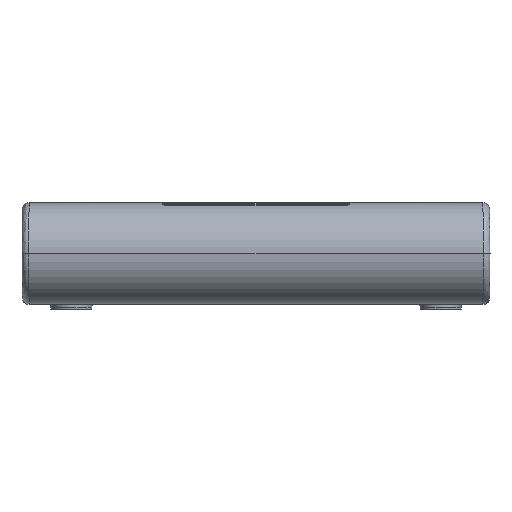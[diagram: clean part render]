
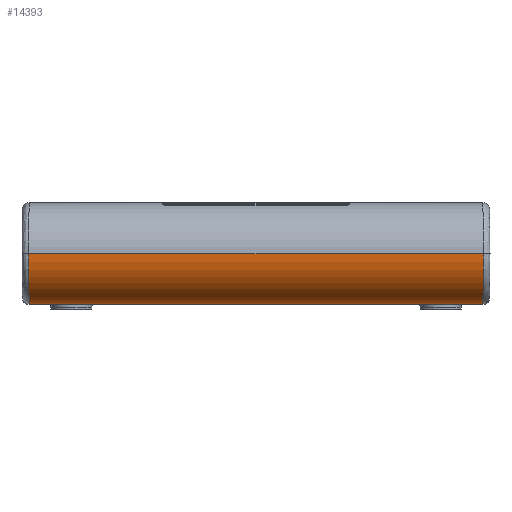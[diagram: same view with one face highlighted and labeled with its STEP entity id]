
A CAD part, front view. The second image highlights one B-rep face of the part: STEP entity #14393.
In plain terms, the highlighted cylindrical face has radius 15.2 mm (diameter 30.4 mm), a partial arc.
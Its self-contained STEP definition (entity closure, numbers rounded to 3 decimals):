
#53=DIRECTION('',(-1.,0.,0.));
#54=VECTOR('',#53,136.);
#55=CARTESIAN_POINT('',(68.,-64.2,-1.9));
#56=LINE('',#55,#54);
#5316=CARTESIAN_POINT('',(68.,-64.2,
-1.9));
#5341=CARTESIAN_POINT('',(68.,-64.2,
-1.9));
#5342=CARTESIAN_POINT('',(67.993,-64.2,
-2.848));
#5343=CARTESIAN_POINT('',(67.978,-64.021,
-4.753));
#5344=CARTESIAN_POINT('',(67.957,-63.219,
-7.529));
#5345=CARTESIAN_POINT('',(67.937,-61.878,
-10.15));
#5346=CARTESIAN_POINT('',(67.92,-60.096,
-12.412));
#5347=CARTESIAN_POINT('',(67.907,-58.093,
-14.168));
#5348=CARTESIAN_POINT('',(67.897,-56.032,
-15.441));
#5349=CARTESIAN_POINT('',(67.891,-54.022,
-16.296));
#5350=CARTESIAN_POINT('',(67.887,-52.143,
-16.809));
#5351=CARTESIAN_POINT('',(67.885,-50.447,
-17.059));
#5352=CARTESIAN_POINT('',(67.885,-49.457,
-17.1));
#5353=CARTESIAN_POINT('',(67.885,-49.,
-17.1));
#5355=DIRECTION('',(-1.,0.,0.));
#5356=VECTOR('',#5355,135.769);
#5357=CARTESIAN_POINT('',(67.885,-49.,
-17.1));
#5358=LINE('',#5357,#5356);
#5359=CARTESIAN_POINT('',(-68.,-64.2,
-1.9));
#5370=CARTESIAN_POINT('',(-68.,-64.2,
-1.9));
#5371=CARTESIAN_POINT('',(-67.993,-64.2,
-2.848));
#5372=CARTESIAN_POINT('',(-67.978,-64.021,
-4.753));
#5373=CARTESIAN_POINT('',(-67.957,-63.219,
-7.529));
#5374=CARTESIAN_POINT('',(-67.937,-61.878,
-10.15));
#5375=CARTESIAN_POINT('',(-67.92,-60.096,
-12.412));
#5376=CARTESIAN_POINT('',(-67.907,-58.093,
-14.168));
#5377=CARTESIAN_POINT('',(-67.897,-56.032,
-15.441));
#5378=CARTESIAN_POINT('',(-67.891,-54.022,
-16.296));
#5379=CARTESIAN_POINT('',(-67.887,-52.143,
-16.809));
#5380=CARTESIAN_POINT('',(-67.885,-50.447,
-17.059));
#5381=CARTESIAN_POINT('',(-67.885,-49.457,
-17.1));
#5382=CARTESIAN_POINT('',(-67.885,-49.,
-17.1));
#5567=CARTESIAN_POINT('',(-67.885,-49.,
-17.1));
#5568=VERTEX_POINT('',#5567);
#5575=VERTEX_POINT('',#5359);
#6306=CARTESIAN_POINT('',(67.885,-49.,
-17.1));
#6307=VERTEX_POINT('',#6306);
#6314=VERTEX_POINT('',#5316);
#14381=CARTESIAN_POINT('',(0.,-49.,-1.9));
#14382=DIRECTION('',(-1.,0.,0.));
#14383=DIRECTION('',(0.,-1.,0.));
#14384=AXIS2_PLACEMENT_3D('',#14381,#14382,#14383);
#14385=CYLINDRICAL_SURFACE('',#14384,15.2);
#14386=ORIENTED_EDGE('',*,*,#7152,.F.);
#14387=ORIENTED_EDGE('',*,*,#14376,.T.);
#14388=ORIENTED_EDGE('',*,*,#7444,.T.);
#14390=ORIENTED_EDGE('',*,*,#14389,.F.);
#14391=EDGE_LOOP('',(#14386,#14387,#14388,#14390));
#14392=FACE_OUTER_BOUND('',#14391,.F.);
#14393=ADVANCED_FACE('',(#14392),#14385,.T.);
#5354=B_SPLINE_CURVE_WITH_KNOTS('',3,(#5341,#5342,#5343,#5344,#5345,#5346,#5347,
#5348,#5349,#5350,#5351,#5352,#5353),.UNSPECIFIED.,.F.,.F.,(4,1,1,1,1,1,1,1,1,1,
4),(0.,0.1,0.2,0.3,0.4,0.5,0.6,0.7,0.8,0.9,1.),
.UNSPECIFIED.);
#5383=B_SPLINE_CURVE_WITH_KNOTS('',3,(#5370,#5371,#5372,#5373,#5374,#5375,#5376,
#5377,#5378,#5379,#5380,#5381,#5382),.UNSPECIFIED.,.F.,.F.,(4,1,1,1,1,1,1,1,1,1,
4),(0.,0.1,0.2,0.3,0.4,0.5,0.6,0.7,0.8,0.9,1.),
.UNSPECIFIED.);
#7152=EDGE_CURVE('',#6314,#5575,#56,.T.);
#7444=EDGE_CURVE('',#6307,#5568,#5358,.T.);
#14376=EDGE_CURVE('',#6314,#6307,#5354,.T.);
#14389=EDGE_CURVE('',#5575,#5568,#5383,.T.);
